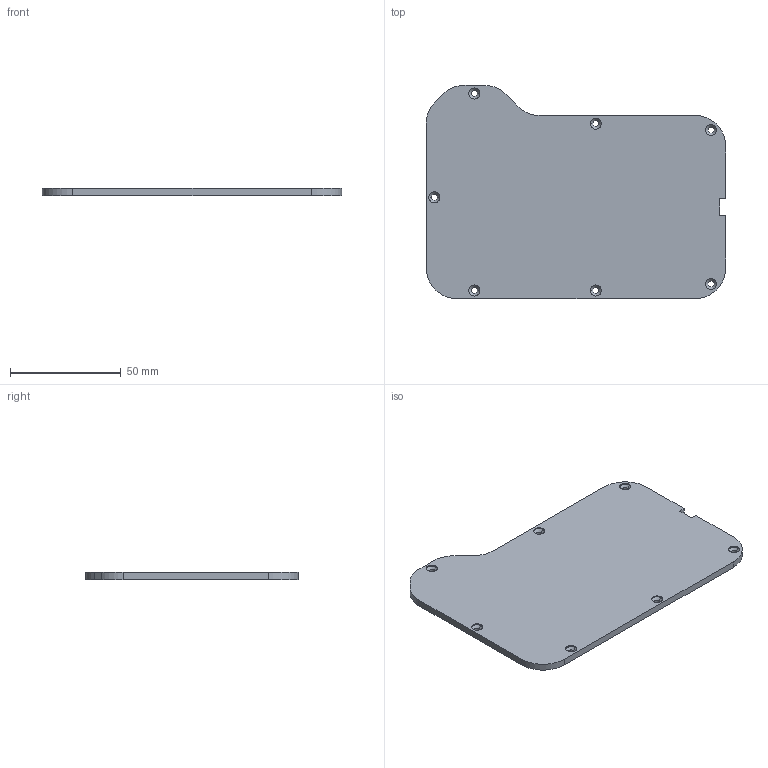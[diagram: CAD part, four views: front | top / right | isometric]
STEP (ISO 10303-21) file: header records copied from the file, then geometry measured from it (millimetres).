
FILE_DESCRIPTION (( 'STEP AP214' ), '1' );
FILE_NAME ('P_Backplate_Vibrato_Cavity.STEP', '2023-11-18T20:55:58', ( '' ), ( '' ), 'SwSTEP 2.0', 'SolidWorks 2020', '' );
FILE_SCHEMA (( 'AUTOMOTIVE_DESIGN' ));
Length unit declared in the file: millimetre
Products named in the file (1): P_Backplate_Vibrato_Cavity
Bounding box: 135.42 x 96.4 x 3.17 mm (x, y, z)
Volume: 36358.7 mm3; surface area: 24537.3 mm2
Topology: 1 solids, 1 shells, 62 faces, 152 edges, 92 vertices
Faces by surface type: cylinder 35, cone 14, plane 13
Entity records: 1884 total; most frequent: DIRECTION 348, CARTESIAN_POINT 307, ORIENTED_EDGE 304, EDGE_CURVE 152, AXIS2_PLACEMENT_3D 133, VERTEX_POINT 92, LINE 82, VECTOR 82
